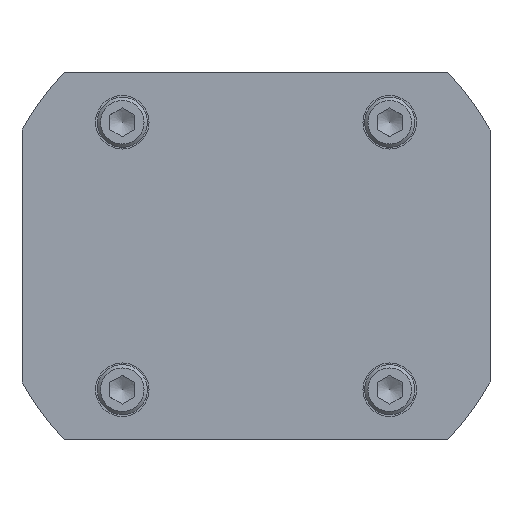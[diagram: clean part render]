
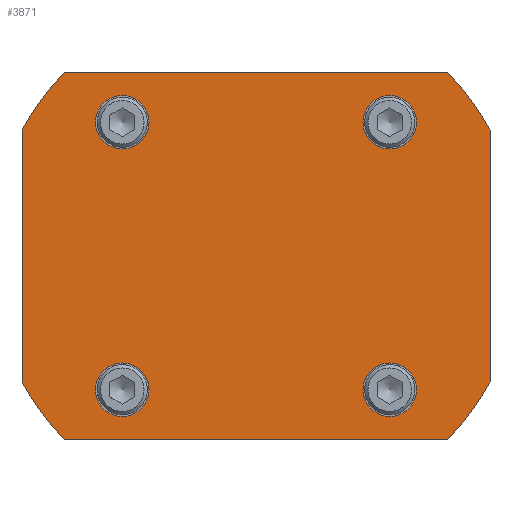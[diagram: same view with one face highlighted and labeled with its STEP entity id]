
A CAD part, front view. The second image highlights one B-rep face of the part: STEP entity #3871.
In plain terms, the highlighted planar face has unit normal (0, -1, 0).
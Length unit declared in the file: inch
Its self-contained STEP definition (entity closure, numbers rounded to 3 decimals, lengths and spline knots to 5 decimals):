
#3358=CARTESIAN_POINT('',(1.75,0.0,0.94216));
#3359=VERTEX_POINT('',#3358);
#3368=CARTESIAN_POINT('',(1.75,0.0,-0.94216));
#3369=VERTEX_POINT('',#3368);
#3370=CARTESIAN_POINT('',(1.75,0.0,-0.94216));
#3371=DIRECTION('',(0.0,0.0,1.0));
#3372=VECTOR('',#3371,1.88431);
#3373=LINE('',#3370,#3372);
#3374=EDGE_CURVE('',#3369,#3359,#3373,.T.);
#3441=CARTESIAN_POINT('',(-1.75,0.0,-0.94216));
#3442=VERTEX_POINT('',#3441);
#3451=CARTESIAN_POINT('',(-1.75,0.0,0.94216));
#3452=VERTEX_POINT('',#3451);
#3453=CARTESIAN_POINT('',(-1.75,0.0,0.94216));
#3454=DIRECTION('',(0.0,0.0,-1.0));
#3455=VECTOR('',#3454,1.88431);
#3456=LINE('',#3453,#3455);
#3457=EDGE_CURVE('',#3452,#3442,#3456,.T.);
#3514=CARTESIAN_POINT('',(-1.,0.0,0.8));
#3515=VERTEX_POINT('',#3514);
#3516=CARTESIAN_POINT('',(-1.,0.0,1.));
#3517=DIRECTION('',(0.0,1.0,0.0));
#3518=DIRECTION('',(0.0,0.0,-1.0));
#3519=AXIS2_PLACEMENT_3D('',#3516,#3517,#3518);
#3520=CIRCLE('',#3519,0.2);
#3521=EDGE_CURVE('',#3515,#3515,#3520,.T.);
#3555=CARTESIAN_POINT('',(-0.8,0.0,-1.));
#3556=VERTEX_POINT('',#3555);
#3557=CARTESIAN_POINT('',(-1.,0.0,-1.));
#3558=DIRECTION('',(0.0,1.0,0.0));
#3559=DIRECTION('',(1.0,0.0,0.0));
#3560=AXIS2_PLACEMENT_3D('',#3557,#3558,#3559);
#3561=CIRCLE('',#3560,0.2);
#3562=EDGE_CURVE('',#3556,#3556,#3561,.T.);
#3604=CARTESIAN_POINT('',(1.,0.0,-0.8));
#3605=VERTEX_POINT('',#3604);
#3606=CARTESIAN_POINT('',(1.,0.0,-1.));
#3607=DIRECTION('',(0.0,1.0,0.0));
#3608=DIRECTION('',(0.0,0.0,1.0));
#3609=AXIS2_PLACEMENT_3D('',#3606,#3607,#3608);
#3610=CIRCLE('',#3609,0.2);
#3611=EDGE_CURVE('',#3605,#3605,#3610,.T.);
#3653=CARTESIAN_POINT('',(0.8,0.0,1.));
#3654=VERTEX_POINT('',#3653);
#3655=CARTESIAN_POINT('',(1.,0.0,1.));
#3656=DIRECTION('',(0.0,1.0,0.0));
#3657=DIRECTION('',(-1.0,0.0,0.0));
#3658=AXIS2_PLACEMENT_3D('',#3655,#3656,#3657);
#3659=CIRCLE('',#3658,0.2);
#3660=EDGE_CURVE('',#3654,#3654,#3659,.T.);
#3673=CARTESIAN_POINT('',(1.43511,0.0,1.375));
#3674=VERTEX_POINT('',#3673);
#3683=CARTESIAN_POINT('',(0.0,0.0,0.0));
#3684=DIRECTION('',(0.0,-1.0,0.0));
#3685=DIRECTION('',(-0.722,0.0,-0.692));
#3686=AXIS2_PLACEMENT_3D('',#3683,#3684,#3685);
#3687=CIRCLE('',#3686,1.9875);
#3688=EDGE_CURVE('',#3359,#3674,#3687,.T.);
#3706=CARTESIAN_POINT('',(-1.43511,0.0,1.375));
#3707=VERTEX_POINT('',#3706);
#3716=CARTESIAN_POINT('',(1.43511,0.0,1.375));
#3717=DIRECTION('',(-1.0,0.0,0.0));
#3718=VECTOR('',#3717,2.87021);
#3719=LINE('',#3716,#3718);
#3720=EDGE_CURVE('',#3674,#3707,#3719,.T.);
#3738=CARTESIAN_POINT('',(0.0,0.0,0.0));
#3739=DIRECTION('',(0.0,-1.0,0.0));
#3740=DIRECTION('',(0.881,0.0,-0.474));
#3741=AXIS2_PLACEMENT_3D('',#3738,#3739,#3740);
#3742=CIRCLE('',#3741,1.9875);
#3743=EDGE_CURVE('',#3707,#3452,#3742,.T.);
#3761=CARTESIAN_POINT('',(-1.43511,0.0,-1.375));
#3762=VERTEX_POINT('',#3761);
#3771=CARTESIAN_POINT('',(0.0,0.0,0.0));
#3772=DIRECTION('',(0.0,-1.0,0.0));
#3773=DIRECTION('',(0.722,0.0,0.692));
#3774=AXIS2_PLACEMENT_3D('',#3771,#3772,#3773);
#3775=CIRCLE('',#3774,1.9875);
#3776=EDGE_CURVE('',#3442,#3762,#3775,.T.);
#3794=CARTESIAN_POINT('',(1.43511,0.0,-1.375));
#3795=VERTEX_POINT('',#3794);
#3804=CARTESIAN_POINT('',(-1.43511,0.0,-1.375));
#3805=DIRECTION('',(1.0,0.0,0.0));
#3806=VECTOR('',#3805,2.87021);
#3807=LINE('',#3804,#3806);
#3808=EDGE_CURVE('',#3762,#3795,#3807,.T.);
#3826=CARTESIAN_POINT('',(0.0,0.0,0.0));
#3827=DIRECTION('',(0.0,-1.,0.0));
#3828=DIRECTION('',(-0.881,0.0,0.474));
#3829=AXIS2_PLACEMENT_3D('',#3826,#3827,#3828);
#3830=CIRCLE('',#3829,1.9875);
#3831=EDGE_CURVE('',#3795,#3369,#3830,.T.);
#3844=CARTESIAN_POINT('',(0.,0.0,0.));
#3845=DIRECTION('',(0.0,1.0,0.0));
#3846=DIRECTION('',(0.0,0.0,-1.0));
#3847=AXIS2_PLACEMENT_3D('',#3844,#3845,#3846);
#3848=PLANE('',#3847);
#3849=ORIENTED_EDGE('',*,*,#3374,.T.);
#3850=ORIENTED_EDGE('',*,*,#3688,.T.);
#3851=ORIENTED_EDGE('',*,*,#3720,.T.);
#3852=ORIENTED_EDGE('',*,*,#3743,.T.);
#3853=ORIENTED_EDGE('',*,*,#3457,.T.);
#3854=ORIENTED_EDGE('',*,*,#3776,.T.);
#3855=ORIENTED_EDGE('',*,*,#3808,.T.);
#3856=ORIENTED_EDGE('',*,*,#3831,.T.);
#3857=EDGE_LOOP('',(#3849,#3850,#3851,#3852,#3853,#3854,#3855,#3856));
#3858=FACE_OUTER_BOUND('',#3857,.T.);
#3859=ORIENTED_EDGE('',*,*,#3521,.T.);
#3860=EDGE_LOOP('',(#3859));
#3861=FACE_BOUND('',#3860,.T.);
#3862=ORIENTED_EDGE('',*,*,#3562,.T.);
#3863=EDGE_LOOP('',(#3862));
#3864=FACE_BOUND('',#3863,.T.);
#3865=ORIENTED_EDGE('',*,*,#3611,.T.);
#3866=EDGE_LOOP('',(#3865));
#3867=FACE_BOUND('',#3866,.T.);
#3868=ORIENTED_EDGE('',*,*,#3660,.T.);
#3869=EDGE_LOOP('',(#3868));
#3870=FACE_BOUND('',#3869,.T.);
#3871=ADVANCED_FACE('',(#3858,#3861,#3864,#3867,#3870),#3848,.F.);
